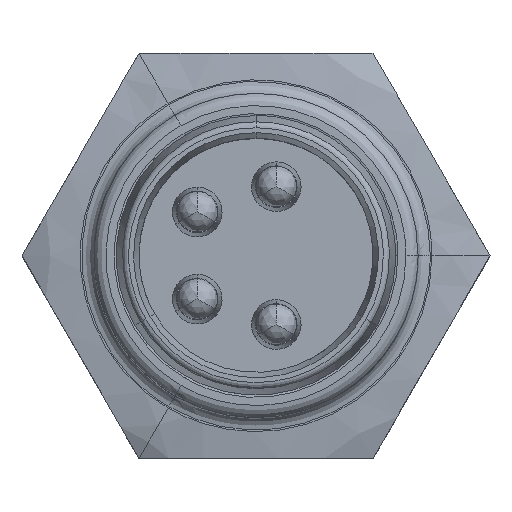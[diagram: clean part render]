
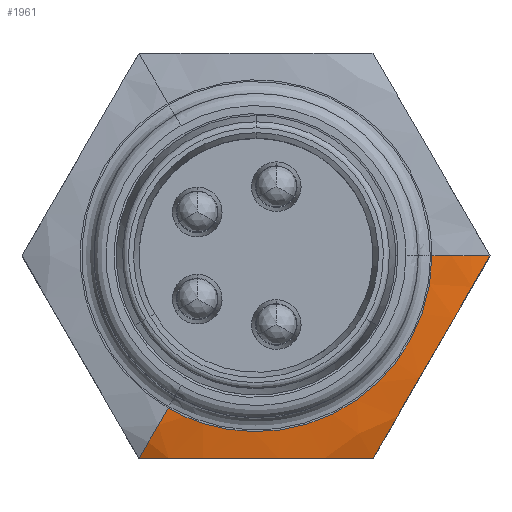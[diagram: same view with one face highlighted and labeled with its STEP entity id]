
A CAD part, top view. The second image highlights one B-rep face of the part: STEP entity #1961.
In plain terms, the highlighted free-form (B-spline) face has degree [2, 2] with [3, 3] control points.
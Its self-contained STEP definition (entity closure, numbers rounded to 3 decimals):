
#1660=CARTESIAN_POINT('Vertex',(3.604,1.241,31.05)) ;
#1666=CARTESIAN_POINT('Control Point',(10.114,5.,31.05)) ;
#1667=CARTESIAN_POINT('Control Point',(10.114,4.55,31.05)) ;
#1668=CARTESIAN_POINT('Control Point',(10.055,4.072,31.05)) ;
#1669=CARTESIAN_POINT('Control Point',(9.924,3.58,31.05)) ;
#1670=CARTESIAN_POINT('Control Point',(9.475,2.563,31.05)) ;
#1671=CARTESIAN_POINT('Control Point',(8.683,1.692,31.05)) ;
#1672=CARTESIAN_POINT('Control Point',(8.182,1.309,31.05)) ;
#1673=CARTESIAN_POINT('Control Point',(7.033,0.729,31.05)) ;
#1674=CARTESIAN_POINT('Control Point',(5.788,0.591,31.05)) ;
#1675=CARTESIAN_POINT('Control Point',(5.167,0.641,31.05)) ;
#1676=CARTESIAN_POINT('Control Point',(4.481,0.816,31.05)) ;
#1677=CARTESIAN_POINT('Control Point',(3.887,1.089,31.05)) ;
#1678=CARTESIAN_POINT('Control Point',(3.79,1.138,31.05)) ;
#1679=CARTESIAN_POINT('Control Point',(3.695,1.188,31.05)) ;
#1680=CARTESIAN_POINT('Control Point',(3.604,1.241,31.05)) ;
#1681=CARTESIAN_POINT('Vertex',(10.114,5.,31.05)) ;
#1810=CARTESIAN_POINT('Control Point',(2.887,0.,30.716)) ;
#1811=CARTESIAN_POINT('Control Point',(3.226,0.587,31.05)) ;
#1812=CARTESIAN_POINT('Control Point',(3.604,1.241,31.05)) ;
#1813=CARTESIAN_POINT('Vertex',(2.887,0.,30.716)) ;
#1885=CARTESIAN_POINT('Control Point',(2.524,-0.629,30.225)) ;
#1886=CARTESIAN_POINT('Control Point',(2.985,0.17,31.05)) ;
#1887=CARTESIAN_POINT('Control Point',(3.604,1.241,31.05)) ;
#1888=CARTESIAN_POINT('Control Point',(12.274,-6.258,30.225)) ;
#1889=CARTESIAN_POINT('Control Point',(11.351,-4.661,31.05)) ;
#1890=CARTESIAN_POINT('Control Point',(10.114,-2.517,31.05)) ;
#1891=CARTESIAN_POINT('Control Point',(12.274,5.,30.225)) ;
#1892=CARTESIAN_POINT('Control Point',(11.351,5.,31.05)) ;
#1893=CARTESIAN_POINT('Control Point',(10.114,5.,31.05)) ;
#1895=CARTESIAN_POINT('Control Point',(11.547,5.,30.716)) ;
#1896=CARTESIAN_POINT('Control Point',(10.869,5.,31.05)) ;
#1897=CARTESIAN_POINT('Control Point',(10.114,5.,31.05)) ;
#1898=CARTESIAN_POINT('Vertex',(11.547,5.,30.716)) ;
#1902=CARTESIAN_POINT('Control Point',(2.887,0.,30.716)) ;
#1903=CARTESIAN_POINT('Control Point',(3.414,0.,30.846)) ;
#1904=CARTESIAN_POINT('Control Point',(3.943,0.,30.908)) ;
#1905=CARTESIAN_POINT('Control Point',(4.47,0.,30.943)) ;
#1906=CARTESIAN_POINT('Vertex',(4.47,0.,30.943)) ;
#1910=CARTESIAN_POINT('Control Point',(4.47,0.,30.943)) ;
#1911=CARTESIAN_POINT('Control Point',(4.921,0.,30.973)) ;
#1912=CARTESIAN_POINT('Control Point',(5.384,0.,30.984)) ;
#1913=CARTESIAN_POINT('Control Point',(5.858,0.,30.987)) ;
#1914=CARTESIAN_POINT('Control Point',(6.335,0.,30.975)) ;
#1915=CARTESIAN_POINT('Vertex',(6.335,0.,30.975)) ;
#1919=CARTESIAN_POINT('Control Point',(6.335,0.,30.975)) ;
#1920=CARTESIAN_POINT('Control Point',(6.88,0.,30.962)) ;
#1921=CARTESIAN_POINT('Control Point',(7.45,0.,30.93)) ;
#1922=CARTESIAN_POINT('Control Point',(8.059,0.,30.864)) ;
#1923=CARTESIAN_POINT('Control Point',(8.66,0.,30.716)) ;
#1924=CARTESIAN_POINT('Vertex',(8.66,0.,30.716)) ;
#1928=CARTESIAN_POINT('Control Point',(8.66,0.,30.716)) ;
#1929=CARTESIAN_POINT('Control Point',(8.957,0.514,30.862)) ;
#1930=CARTESIAN_POINT('Control Point',(9.257,1.033,30.928)) ;
#1931=CARTESIAN_POINT('Control Point',(9.538,1.521,30.961)) ;
#1932=CARTESIAN_POINT('Control Point',(9.808,1.987,30.975)) ;
#1933=CARTESIAN_POINT('Vertex',(9.808,1.987,30.975)) ;
#1937=CARTESIAN_POINT('Control Point',(9.808,1.987,30.975)) ;
#1938=CARTESIAN_POINT('Control Point',(10.098,2.49,30.99)) ;
#1939=CARTESIAN_POINT('Control Point',(10.385,2.987,30.984)) ;
#1940=CARTESIAN_POINT('Control Point',(10.659,3.462,30.954)) ;
#1941=CARTESIAN_POINT('Vertex',(10.659,3.462,30.954)) ;
#1945=CARTESIAN_POINT('Control Point',(10.659,3.462,30.954)) ;
#1946=CARTESIAN_POINT('Control Point',(10.955,3.974,30.922)) ;
#1947=CARTESIAN_POINT('Control Point',(11.252,4.488,30.861)) ;
#1948=CARTESIAN_POINT('Control Point',(11.547,5.,30.716)) ;
#1951=ORIENTED_EDGE('',*,*,#1900,.T.) ;
#1952=ORIENTED_EDGE('',*,*,#1683,.T.) ;
#1953=ORIENTED_EDGE('',*,*,#1815,.F.) ;
#1954=ORIENTED_EDGE('',*,*,#1908,.T.) ;
#1955=ORIENTED_EDGE('',*,*,#1917,.T.) ;
#1956=ORIENTED_EDGE('',*,*,#1926,.T.) ;
#1957=ORIENTED_EDGE('',*,*,#1935,.T.) ;
#1958=ORIENTED_EDGE('',*,*,#1943,.T.) ;
#1959=ORIENTED_EDGE('',*,*,#1949,.T.) ;
#1961=ADVANCED_FACE('Hauptkoerper',(#1960),#1884,.T.) ;
#1665=B_SPLINE_CURVE_WITH_KNOTS('',5,(#1666,#1667,#1668,#1669,#1670,#1671,#1672,#1673,#1674,#1675,#1676,#1677,#1678,#1679,#1680),.UNSPECIFIED.,.F.,.U.,(6,3,3,3,6),(0.,5.036,10.584,16.405,17.589),.UNSPECIFIED.) ;
#1901=B_SPLINE_CURVE_WITH_KNOTS('',3,(#1902,#1903,#1904,#1905),.UNSPECIFIED.,.F.,.U.,(4,4),(0.,3.327),.UNSPECIFIED.) ;
#1909=B_SPLINE_CURVE_WITH_KNOTS('',4,(#1910,#1911,#1912,#1913,#1914),.UNSPECIFIED.,.F.,.U.,(5,5),(0.,3.79),.UNSPECIFIED.) ;
#1918=B_SPLINE_CURVE_WITH_KNOTS('',4,(#1919,#1920,#1921,#1922,#1923),.UNSPECIFIED.,.F.,.U.,(5,5),(0.,4.332),.UNSPECIFIED.) ;
#1927=B_SPLINE_CURVE_WITH_KNOTS('',4,(#1928,#1929,#1930,#1931,#1932),.UNSPECIFIED.,.F.,.U.,(5,5),(0.,4.27),.UNSPECIFIED.) ;
#1936=B_SPLINE_CURVE_WITH_KNOTS('',3,(#1937,#1938,#1939,#1940),.UNSPECIFIED.,.F.,.U.,(4,4),(0.,3.454),.UNSPECIFIED.) ;
#1944=B_SPLINE_CURVE_WITH_KNOTS('',3,(#1945,#1946,#1947,#1948),.UNSPECIFIED.,.F.,.U.,(4,4),(0.,3.728),.UNSPECIFIED.) ;
#1683=EDGE_CURVE('',#1682,#1661,#1665,.T.) ;
#1815=EDGE_CURVE('',#1814,#1661,#1809,.T.) ;
#1900=EDGE_CURVE('',#1899,#1682,#1894,.T.) ;
#1908=EDGE_CURVE('',#1814,#1907,#1901,.T.) ;
#1917=EDGE_CURVE('',#1907,#1916,#1909,.T.) ;
#1926=EDGE_CURVE('',#1916,#1925,#1918,.T.) ;
#1935=EDGE_CURVE('',#1925,#1934,#1927,.T.) ;
#1943=EDGE_CURVE('',#1934,#1942,#1936,.T.) ;
#1949=EDGE_CURVE('',#1942,#1899,#1944,.T.) ;
#1950=EDGE_LOOP('',(#1951,#1952,#1953,#1954,#1955,#1956,#1957,#1958,#1959)) ;
#1960=FACE_OUTER_BOUND('',#1950,.T.) ;
#1661=VERTEX_POINT('',#1660) ;
#1682=VERTEX_POINT('',#1681) ;
#1814=VERTEX_POINT('',#1813) ;
#1899=VERTEX_POINT('',#1898) ;
#1907=VERTEX_POINT('',#1906) ;
#1916=VERTEX_POINT('',#1915) ;
#1925=VERTEX_POINT('',#1924) ;
#1934=VERTEX_POINT('',#1933) ;
#1942=VERTEX_POINT('',#1941) ;
#1809=(BOUNDED_CURVE()B_SPLINE_CURVE(2,(#1810,#1811,#1812),.UNSPECIFIED.,.F.,.U.)B_SPLINE_CURVE_WITH_KNOTS((3,3),(1.247,3.341),.UNSPECIFIED.)CURVE()GEOMETRIC_REPRESENTATION_ITEM()RATIONAL_B_SPLINE_CURVE((0.969,0.959,1.))REPRESENTATION_ITEM('')) ;
#1894=(BOUNDED_CURVE()B_SPLINE_CURVE(2,(#1895,#1896,#1897),.UNSPECIFIED.,.F.,.U.)B_SPLINE_CURVE_WITH_KNOTS((3,3),(1.247,3.341),.UNSPECIFIED.)CURVE()GEOMETRIC_REPRESENTATION_ITEM()RATIONAL_B_SPLINE_CURVE((0.969,0.959,1.))REPRESENTATION_ITEM('')) ;
#1884=(BOUNDED_SURFACE()B_SPLINE_SURFACE(2,2,((#1885,#1886,#1887),(#1888,#1889,#1890),(#1891,#1892,#1893)),.UNSPECIFIED.,.F.,.F.,.U.)B_SPLINE_SURFACE_WITH_KNOTS((3,3),(3,3),(18.957,37.915),(0.,3.341),.UNSPECIFIED.)GEOMETRIC_REPRESENTATION_ITEM()RATIONAL_B_SPLINE_SURFACE(((1.,0.934,1.),(0.5,0.467,0.5),(1.,0.934,1.)))REPRESENTATION_ITEM('Rational BSpline Surface')SURFACE()) ;
